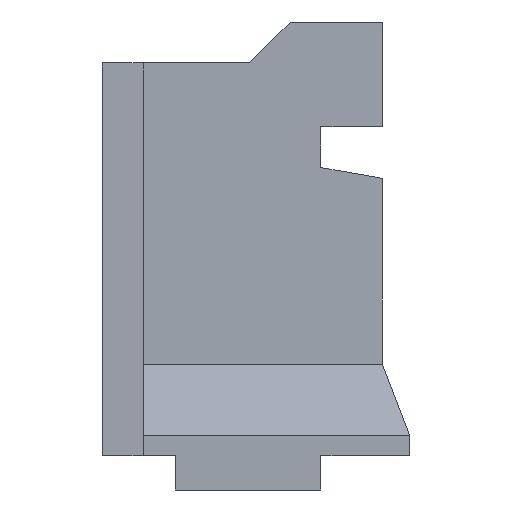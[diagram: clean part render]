
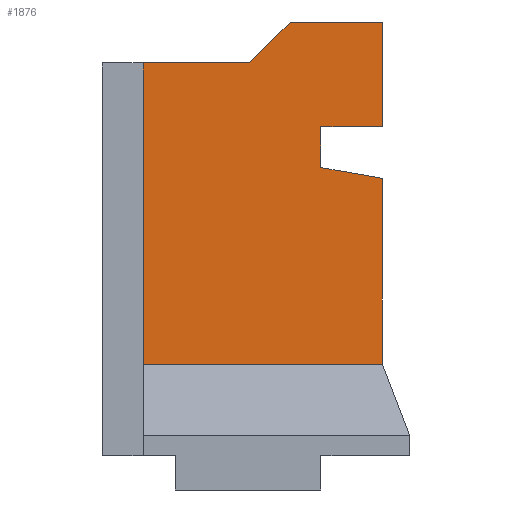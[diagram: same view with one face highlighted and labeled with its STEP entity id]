
A CAD part, left-side view. The second image highlights one B-rep face of the part: STEP entity #1876.
In plain terms, the highlighted planar face has unit normal (-1, 0, 0).
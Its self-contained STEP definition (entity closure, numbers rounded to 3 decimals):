
#196 = CARTESIAN_POINT ( 'NONE',  ( -5.55, 0.975, -1.586 ) ) ;
#197 = DIRECTION ( 'NONE',  ( 0., -1., 0. ) ) ;
#198 = VECTOR ( 'NONE', #197, 1000. ) ;
#199 = CARTESIAN_POINT ( 'NONE',  ( -5.55, 5.075, -1.586 ) ) ;
#200 = LINE ( 'NONE', #199, #198 ) ;
#201 = CARTESIAN_POINT ( 'NONE',  ( -5.55, 4.475, 2.825 ) ) ;
#202 = DIRECTION ( 'NONE',  ( 0., 0., 1. ) ) ;
#203 = VECTOR ( 'NONE', #202, 1000. ) ;
#204 = CARTESIAN_POINT ( 'NONE',  ( -5.55, 4.475, -1.586 ) ) ;
#205 = LINE ( 'NONE', #204, #203 ) ;
#225 = CARTESIAN_POINT ( 'NONE',  ( -5.55, 2.925, 2.825 ) ) ;
#226 = DIRECTION ( 'NONE',  ( 0., -0.707, 0.707 ) ) ;
#227 = VECTOR ( 'NONE', #226, 1000. ) ;
#228 = CARTESIAN_POINT ( 'NONE',  ( -5.55, 2.325, 3.425 ) ) ;
#229 = LINE ( 'NONE', #228, #227 ) ;
#1381 = CARTESIAN_POINT ( 'NONE',  ( -5.55, 0.975, 3.425 ) ) ;
#1382 = DIRECTION ( 'NONE',  ( 0., 0., -1. ) ) ;
#1383 = VECTOR ( 'NONE', #1382, 1000. ) ;
#1384 = CARTESIAN_POINT ( 'NONE',  ( -5.55, 0.975, 1.895 ) ) ;
#1385 = LINE ( 'NONE', #1384, #1383 ) ;
#1398 = CARTESIAN_POINT ( 'NONE',  ( -5.55, 1.875, 1.895 ) ) ;
#1399 = DIRECTION ( 'NONE',  ( 0., 0., -1. ) ) ;
#1400 = VECTOR ( 'NONE', #1399, 1000. ) ;
#1401 = CARTESIAN_POINT ( 'NONE',  ( -5.55, 1.875, 1.295 ) ) ;
#1402 = LINE ( 'NONE', #1401, #1400 ) ;
#1416 = CARTESIAN_POINT ( 'NONE',  ( -5.55, 2.325, 3.425 ) ) ;
#1417 = DIRECTION ( 'NONE',  ( 0., -1., 0. ) ) ;
#1418 = VECTOR ( 'NONE', #1417, 1000. ) ;
#1419 = CARTESIAN_POINT ( 'NONE',  ( -5.55, 5.075, 3.425 ) ) ;
#1420 = LINE ( 'NONE', #1419, #1418 ) ;
#1422 = CARTESIAN_POINT ( 'NONE',  ( -5.55, 1.875, 1.295 ) ) ;
#1430 = CARTESIAN_POINT ( 'NONE',  ( -5.55, 4.475, -1.586 ) ) ;
#1431 = DIRECTION ( 'NONE',  ( 0., 0., -1. ) ) ;
#1432 = DIRECTION ( 'NONE',  ( 1., 0., 0. ) ) ;
#1433 = CARTESIAN_POINT ( 'NONE',  ( -5.55, 5.075, -1.586 ) ) ;
#1434 = AXIS2_PLACEMENT_3D ( 'NONE', #1433, #1432, #1431 ) ;
#1435 = PLANE ( 'NONE',  #1434 ) ;
#1436 = FACE_OUTER_BOUND ( 'NONE', #1877, .T. ) ;
#1451 = DIRECTION ( 'NONE',  ( 0., -1., 0. ) ) ;
#1452 = VECTOR ( 'NONE', #1451, 1000. ) ;
#1453 = CARTESIAN_POINT ( 'NONE',  ( -5.55, 2.925, 2.825 ) ) ;
#1454 = LINE ( 'NONE', #1453, #1452 ) ;
#1455 = DIRECTION ( 'NONE',  ( 0., -0.985, -0.174 ) ) ;
#1456 = VECTOR ( 'NONE', #1455, 1000. ) ;
#1457 = CARTESIAN_POINT ( 'NONE',  ( -5.55, 0.975, 1.136 ) ) ;
#1458 = LINE ( 'NONE', #1457, #1456 ) ;
#1459 = CARTESIAN_POINT ( 'NONE',  ( -5.55, 0.975, 1.136 ) ) ;
#1460 = DIRECTION ( 'NONE',  ( 0., 0., -1. ) ) ;
#1461 = VECTOR ( 'NONE', #1460, 1000. ) ;
#1471 = CARTESIAN_POINT ( 'NONE',  ( -5.55, 0.975, 1.895 ) ) ;
#1472 = DIRECTION ( 'NONE',  ( 0., 1., 0. ) ) ;
#1473 = VECTOR ( 'NONE', #1472, 1000. ) ;
#1474 = CARTESIAN_POINT ( 'NONE',  ( -5.55, 1.875, 1.895 ) ) ;
#1475 = LINE ( 'NONE', #1474, #1473 ) ;
#1488 = CARTESIAN_POINT ( 'NONE',  ( -5.55, 0.975, -0.138 ) ) ;
#1489 = LINE ( 'NONE', #1488, #1461 ) ;
#1606 = ORIENTED_EDGE ( 'NONE', *, *, #1607, .F. ) ;
#1607 = EDGE_CURVE ( 'NONE', #1878, #1608, #205, .T. ) ;
#1608 = VERTEX_POINT ( 'NONE', #201 ) ;
#1609 = ORIENTED_EDGE ( 'NONE', *, *, #1610, .T. ) ;
#1610 = EDGE_CURVE ( 'NONE', #1878, #1611, #200, .T. ) ;
#1611 = VERTEX_POINT ( 'NONE', #196 ) ;
#1617 = ORIENTED_EDGE ( 'NONE', *, *, #1618, .F. ) ;
#1618 = EDGE_CURVE ( 'NONE', #1619, #1867, #229, .T. ) ;
#1619 = VERTEX_POINT ( 'NONE', #225 ) ;
#1847 = VERTEX_POINT ( 'NONE', #1422 ) ;
#1848 = ORIENTED_EDGE ( 'NONE', *, *, #1849, .F. ) ;
#1849 = EDGE_CURVE ( 'NONE', #1850, #1847, #1402, .T. ) ;
#1850 = VERTEX_POINT ( 'NONE', #1398 ) ;
#1851 = ORIENTED_EDGE ( 'NONE', *, *, #1852, .F. ) ;
#1852 = EDGE_CURVE ( 'NONE', #1853, #1850, #1475, .T. ) ;
#1853 = VERTEX_POINT ( 'NONE', #1471 ) ;
#1862 = ORIENTED_EDGE ( 'NONE', *, *, #1863, .F. ) ;
#1863 = EDGE_CURVE ( 'NONE', #1864, #1853, #1385, .T. ) ;
#1864 = VERTEX_POINT ( 'NONE', #1381 ) ;
#1865 = ORIENTED_EDGE ( 'NONE', *, *, #1866, .F. ) ;
#1866 = EDGE_CURVE ( 'NONE', #1867, #1864, #1420, .T. ) ;
#1867 = VERTEX_POINT ( 'NONE', #1416 ) ;
#1876 = ADVANCED_FACE ( 'NONE', ( #1436 ), #1435, .F. ) ;
#1877 = EDGE_LOOP ( 'NONE', ( #1606, #1609, #1891, #1894, #1848, #1851, #1862, #1865, #1617, #1896 ) ) ;
#1878 = VERTEX_POINT ( 'NONE', #1430 ) ;
#1891 = ORIENTED_EDGE ( 'NONE', *, *, #1892, .F. ) ;
#1892 = EDGE_CURVE ( 'NONE', #1893, #1611, #1489, .T. ) ;
#1893 = VERTEX_POINT ( 'NONE', #1459 ) ;
#1894 = ORIENTED_EDGE ( 'NONE', *, *, #1895, .F. ) ;
#1895 = EDGE_CURVE ( 'NONE', #1847, #1893, #1458, .T. ) ;
#1896 = ORIENTED_EDGE ( 'NONE', *, *, #1897, .F. ) ;
#1897 = EDGE_CURVE ( 'NONE', #1608, #1619, #1454, .T. ) ;
